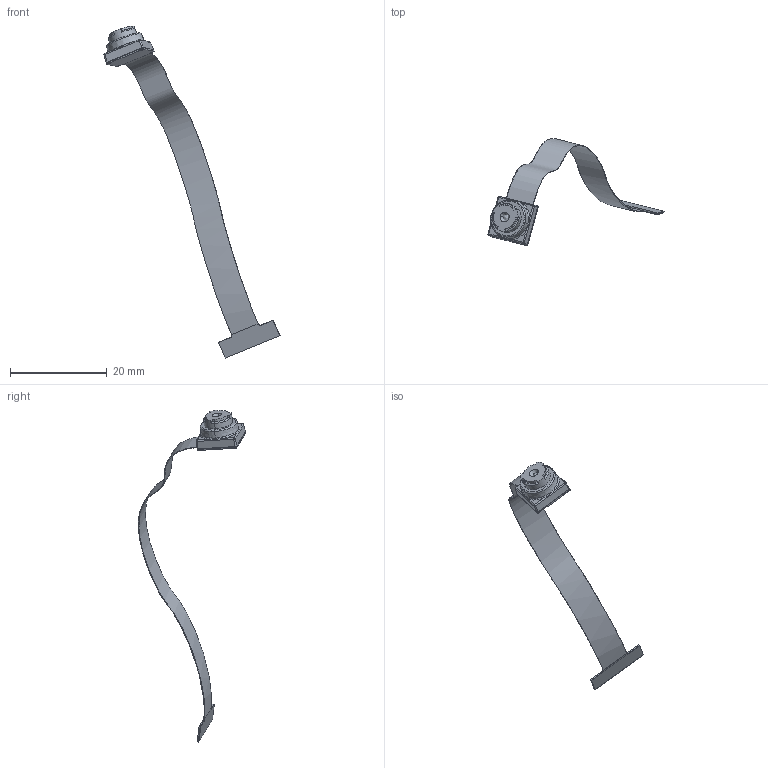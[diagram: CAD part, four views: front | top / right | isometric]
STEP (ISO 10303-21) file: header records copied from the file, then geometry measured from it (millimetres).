
FILE_DESCRIPTION (( 'STEP AP214' ), '1' );
FILE_NAME ('Long-cable-ov9655.STEP', '2021-03-31T09:41:26', ( '' ), ( '' ), 'SwSTEP 2.0', 'SolidWorks 2019', '' );
FILE_SCHEMA (( 'AUTOMOTIVE_DESIGN' ));
Length unit declared in the file: centimetre
Products named in the file (8): flex_pcb_camera_Varsay考an; flex_pcb_long_cable_Varsay考an; User Library-ov9655_ov9655_flex_reinf; Long-cable-ov9655; User Library-ov9655_ov9655_body; flex_pcb_pins_Varsay考an; User Library-ov9655_ov9655_back_panel; User Library-ov9655_ov9655_lens
Assembly tree (7 placements, depth 2):
  Long-cable-ov9655
    User Library-ov9655_ov9655_flex_reinf
    User Library-ov9655_ov9655_back_panel
    User Library-ov9655_ov9655_body
    User Library-ov9655_ov9655_lens
    flex_pcb_camera_Varsay考an
    flex_pcb_long_cable_Varsay考an
    flex_pcb_pins_Varsay考an
Bounding box: 36.4 x 22.18 x 68.67 mm (x, y, z)
Volume: 364.2 mm3; surface area: 1650.7 mm2
Topology: 7 solids, 7 shells, 115 faces, 272 edges, 171 vertices
Faces by surface type: plane 56, cylinder 34, bspline 21, cone 4
Entity records: 5391 total; most frequent: CARTESIAN_POINT 1627, ORIENTED_EDGE 532, DIRECTION 519, EDGE_CURVE 266, AXIS2_PLACEMENT_3D 191, VERTEX_POINT 171, LINE 137, VECTOR 137
